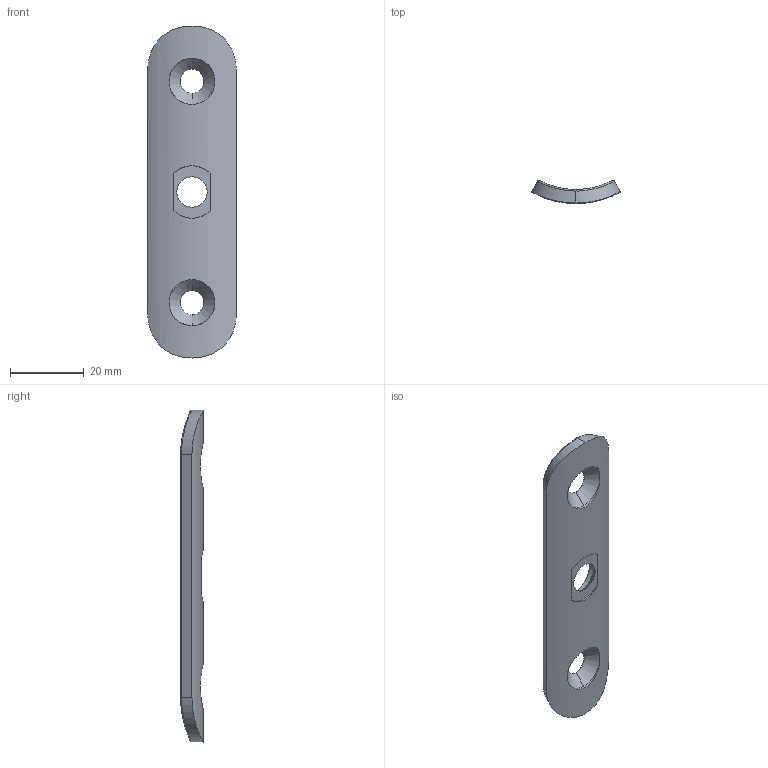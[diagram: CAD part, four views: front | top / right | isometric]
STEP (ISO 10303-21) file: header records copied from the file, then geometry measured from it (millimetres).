
FILE_DESCRIPTION (( 'STEP AP203' ), '1' );
FILE_NAME ('60182-240-G-L.step', '2019-03-20T12:33:32', ( '' ), ( '' ), 'SwSTEP 2.0', 'SolidWorks 2015', '' );
FILE_SCHEMA (( 'CONFIG_CONTROL_DESIGN' ));
Length unit declared in the file: millimetre
Products named in the file (1): 60182-240-G-L
Bounding box: 24 x 6.15 x 90 mm (x, y, z)
Volume: 6295.9 mm3; surface area: 4604.7 mm2
Topology: 1 solids, 1 shells, 291 faces, 762 edges, 504 vertices
Faces by surface type: bspline 117, plane 113, cylinder 55, cone 6
Entity records: 14667 total; most frequent: CARTESIAN_POINT 8240, ORIENTED_EDGE 1524, DIRECTION 942, EDGE_CURVE 762, VERTEX_POINT 504, LINE 346, VECTOR 346, EDGE_LOOP 328
